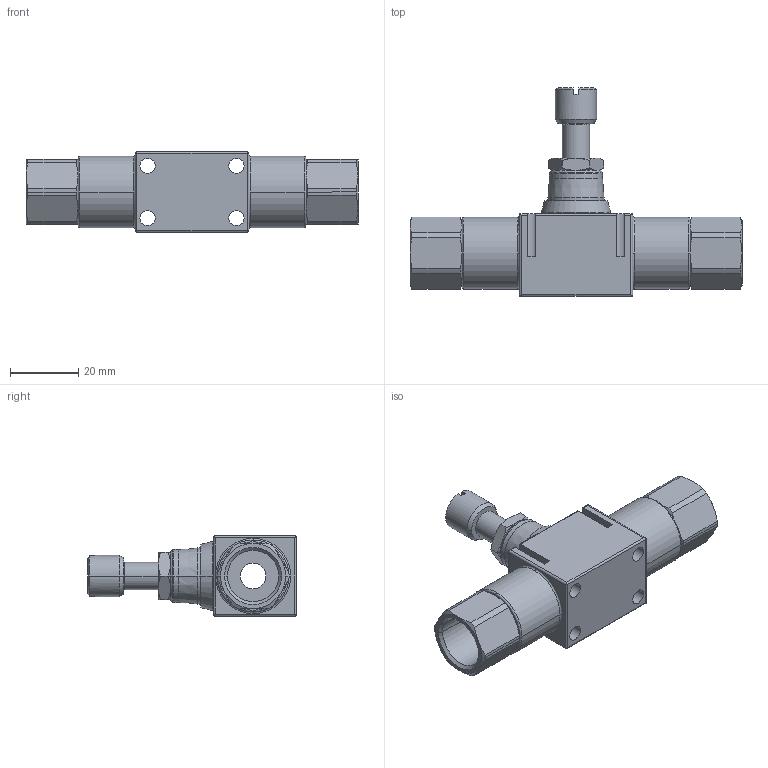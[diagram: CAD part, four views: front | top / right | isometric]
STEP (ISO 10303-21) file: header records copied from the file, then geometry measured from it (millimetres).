
FILE_DESCRIPTION(('STEP AP214'),'1');
FILE_NAME('7771_17_17.stp','2016-07-07T14:32:08',('TraceParts'),('TraceParts S.A.'),'Spatial InterOp 3D',' ',' ');
FILE_SCHEMA(('automotive_design'));
Length unit declared in the file: millimetre
Products named in the file (1): 1
Bounding box: 97 x 61 x 23.63 mm (x, y, z)
Volume: 35815.2 mm3; surface area: 14105.2 mm2
Topology: 1 solids, 1 shells, 188 faces, 482 edges, 302 vertices
Faces by surface type: cone 68, cylinder 58, plane 52, torus 10
Entity records: 6011 total; most frequent: CARTESIAN_POINT 1497, DIRECTION 982, ORIENTED_EDGE 964, EDGE_CURVE 482, AXIS2_PLACEMENT_3D 407, VERTEX_POINT 302, CIRCLE 210, EDGE_LOOP 204
